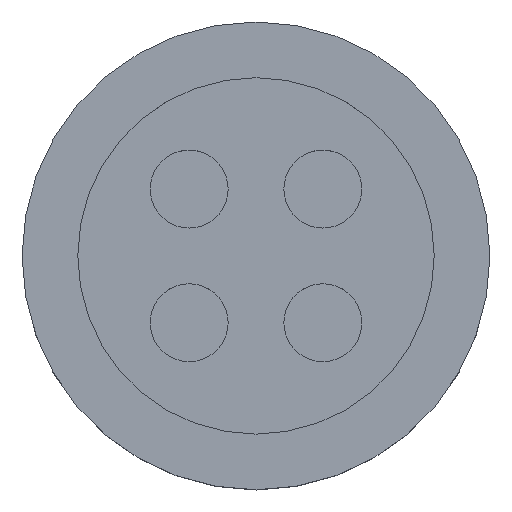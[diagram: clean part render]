
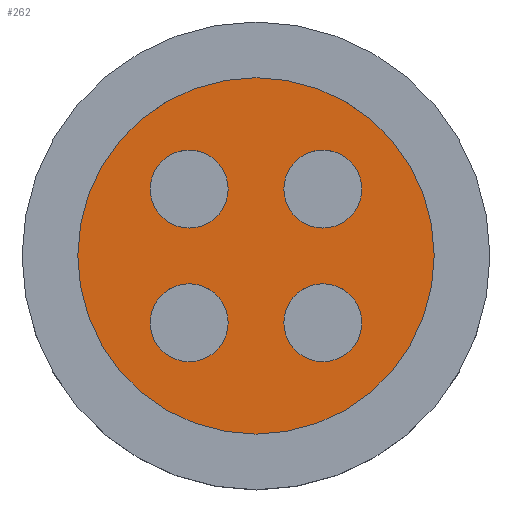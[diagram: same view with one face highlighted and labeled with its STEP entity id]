
A CAD part, top view. The second image highlights one B-rep face of the part: STEP entity #262.
In plain terms, the highlighted planar face has unit normal (0, 0, 1).
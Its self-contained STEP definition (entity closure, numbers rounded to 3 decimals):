
#19=FACE_BOUND('',#58,.T.);
#20=FACE_BOUND('',#59,.T.);
#21=FACE_BOUND('',#60,.T.);
#22=FACE_BOUND('',#61,.T.);
#27=PLANE('',#304);
#37=FACE_OUTER_BOUND('',#57,.T.);
#57=EDGE_LOOP('',(#190));
#58=EDGE_LOOP('',(#191));
#59=EDGE_LOOP('',(#192));
#60=EDGE_LOOP('',(#193));
#61=EDGE_LOOP('',(#194));
#105=CIRCLE('',#303,16.);
#106=CIRCLE('',#305,3.5);
#107=CIRCLE('',#306,3.5);
#108=CIRCLE('',#307,3.5);
#109=CIRCLE('',#308,3.5);
#129=VERTEX_POINT('',#449);
#130=VERTEX_POINT('',#453);
#131=VERTEX_POINT('',#455);
#132=VERTEX_POINT('',#457);
#133=VERTEX_POINT('',#459);
#154=EDGE_CURVE('',#129,#129,#105,.T.);
#155=EDGE_CURVE('',#130,#130,#106,.T.);
#156=EDGE_CURVE('',#131,#131,#107,.T.);
#157=EDGE_CURVE('',#132,#132,#108,.T.);
#158=EDGE_CURVE('',#133,#133,#109,.T.);
#190=ORIENTED_EDGE('',*,*,#154,.F.);
#191=ORIENTED_EDGE('',*,*,#155,.F.);
#192=ORIENTED_EDGE('',*,*,#156,.F.);
#193=ORIENTED_EDGE('',*,*,#157,.F.);
#194=ORIENTED_EDGE('',*,*,#158,.F.);
#262=ADVANCED_FACE('',(#37,#19,#20,#21,#22),#27,.T.);
#303=AXIS2_PLACEMENT_3D('',#451,#352,#353);
#304=AXIS2_PLACEMENT_3D('',#452,#354,#355);
#305=AXIS2_PLACEMENT_3D('',#454,#356,#357);
#306=AXIS2_PLACEMENT_3D('',#456,#358,#359);
#307=AXIS2_PLACEMENT_3D('',#458,#360,#361);
#308=AXIS2_PLACEMENT_3D('',#460,#362,#363);
#352=DIRECTION('center_axis',(0.,0.,-1.));
#353=DIRECTION('ref_axis',(-1.,0.,0.));
#354=DIRECTION('center_axis',(0.,0.,1.));
#355=DIRECTION('ref_axis',(1.,0.,0.));
#356=DIRECTION('center_axis',(0.,0.,1.));
#357=DIRECTION('ref_axis',(-1.,0.,0.));
#358=DIRECTION('center_axis',(0.,0.,1.));
#359=DIRECTION('ref_axis',(-1.,0.,0.));
#360=DIRECTION('center_axis',(0.,0.,1.));
#361=DIRECTION('ref_axis',(-1.,0.,0.));
#362=DIRECTION('center_axis',(0.,0.,1.));
#363=DIRECTION('ref_axis',(-1.,0.,0.));
#449=CARTESIAN_POINT('',(16.,0.,9.3));
#451=CARTESIAN_POINT('Origin',(0.,0.,9.3));
#452=CARTESIAN_POINT('Origin',(0.,0.,
9.3));
#453=CARTESIAN_POINT('',(-2.5,-6.,9.3));
#454=CARTESIAN_POINT('Origin',(-6.,-6.,9.3));
#455=CARTESIAN_POINT('',(-2.5,6.,9.3));
#456=CARTESIAN_POINT('Origin',(-6.,6.,9.3));
#457=CARTESIAN_POINT('',(9.5,6.,9.3));
#458=CARTESIAN_POINT('Origin',(6.,6.,9.3));
#459=CARTESIAN_POINT('',(9.5,-6.,9.3));
#460=CARTESIAN_POINT('Origin',(6.,-6.,9.3));
